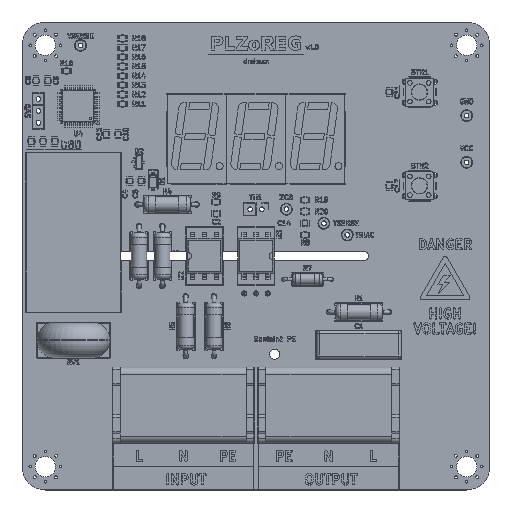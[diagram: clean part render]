
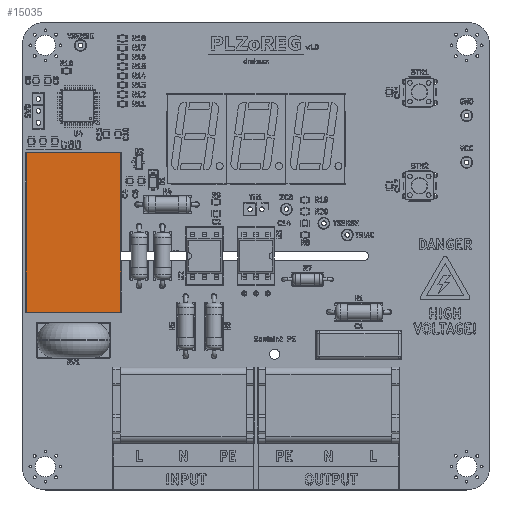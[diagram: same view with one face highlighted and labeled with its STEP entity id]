
A CAD part, top view. The second image highlights one B-rep face of the part: STEP entity #15035.
In plain terms, the highlighted planar face has unit normal (0, 0, 1).
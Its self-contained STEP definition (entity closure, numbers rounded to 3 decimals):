
#15010 = VERTEX_POINT('',#15011);
#15011 = CARTESIAN_POINT('',(-17.,10.1,15.));
#15017 = EDGE_CURVE('',#15010,#15018,#15020,.T.);
#15018 = VERTEX_POINT('',#15019);
#15019 = CARTESIAN_POINT('',(17.,10.1,15.));
#15020 = LINE('',#15021,#15022);
#15021 = CARTESIAN_POINT('',(0.167,10.1,15.));
#15022 = VECTOR('',#15023,1.);
#15023 = DIRECTION('',(1.,0.,0.));
#15035 = ADVANCED_FACE('',(#15036),#15061,.T.);
#15036 = FACE_BOUND('',#15037,.T.);
#15037 = EDGE_LOOP('',(#15038,#15046,#15054,#15060));
#15038 = ORIENTED_EDGE('',*,*,#15039,.T.);
#15039 = EDGE_CURVE('',#15010,#15040,#15042,.T.);
#15040 = VERTEX_POINT('',#15041);
#15041 = CARTESIAN_POINT('',(-17.,-10.1,15.));
#15042 = LINE('',#15043,#15044);
#15043 = CARTESIAN_POINT('',(-17.,-3.927,15.));
#15044 = VECTOR('',#15045,1.);
#15045 = DIRECTION('',(0.,-1.,0.));
#15046 = ORIENTED_EDGE('',*,*,#15047,.T.);
#15047 = EDGE_CURVE('',#15040,#15048,#15050,.T.);
#15048 = VERTEX_POINT('',#15049);
#15049 = CARTESIAN_POINT('',(17.,-10.1,15.));
#15050 = LINE('',#15051,#15052);
#15051 = CARTESIAN_POINT('',(-7.641,-10.1,15.));
#15052 = VECTOR('',#15053,1.);
#15053 = DIRECTION('',(1.,0.,0.));
#15054 = ORIENTED_EDGE('',*,*,#15055,.F.);
#15055 = EDGE_CURVE('',#15018,#15048,#15056,.T.);
#15056 = LINE('',#15057,#15058);
#15057 = CARTESIAN_POINT('',(17.,-3.927,15.));
#15058 = VECTOR('',#15059,1.);
#15059 = DIRECTION('',(0.,-1.,0.));
#15060 = ORIENTED_EDGE('',*,*,#15017,.F.);
#15061 = PLANE('',#15062);
#15062 = AXIS2_PLACEMENT_3D('',#15063,#15064,#15065);
#15063 = CARTESIAN_POINT('',(0.,0.,15.));
#15064 = DIRECTION('',(0.,0.,1.));
#15065 = DIRECTION('',(1.,0.,-0.));
